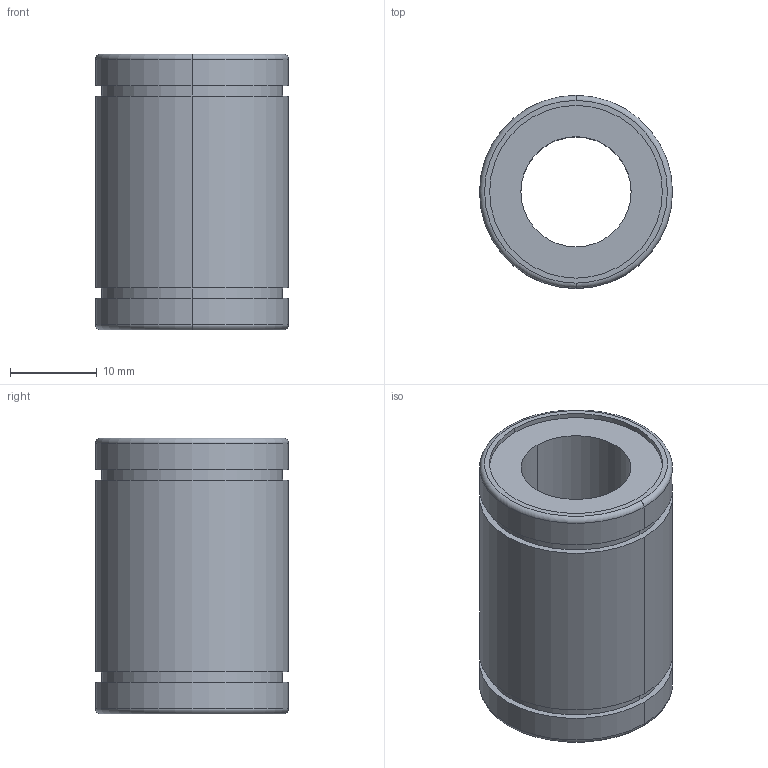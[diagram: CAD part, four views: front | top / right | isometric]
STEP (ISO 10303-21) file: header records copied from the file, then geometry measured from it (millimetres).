
FILE_DESCRIPTION (( 'STEP AP203' ), '1' );
FILE_NAME ('IP08G.step', '2023-06-07T12:26:30', ( '' ), ( '' ), 'SwSTEP 2.0', 'SolidWorks 2021', '' );
FILE_SCHEMA (( 'CONFIG_CONTROL_DESIGN' ));
Length unit declared in the file: inch
Products named in the file (1): IP08G
Bounding box: 22.23 x 22.23 x 31.75 mm (x, y, z)
Volume: 7962.2 mm3; surface area: 4173.2 mm2
Topology: 1 solids, 1 shells, 28 faces, 56 edges, 36 vertices
Faces by surface type: cylinder 16, plane 8, torus 4
Entity records: 831 total; most frequent: DIRECTION 154, CARTESIAN_POINT 121, ORIENTED_EDGE 112, AXIS2_PLACEMENT_3D 69, EDGE_CURVE 56, CIRCLE 40, EDGE_LOOP 36, VERTEX_POINT 36
